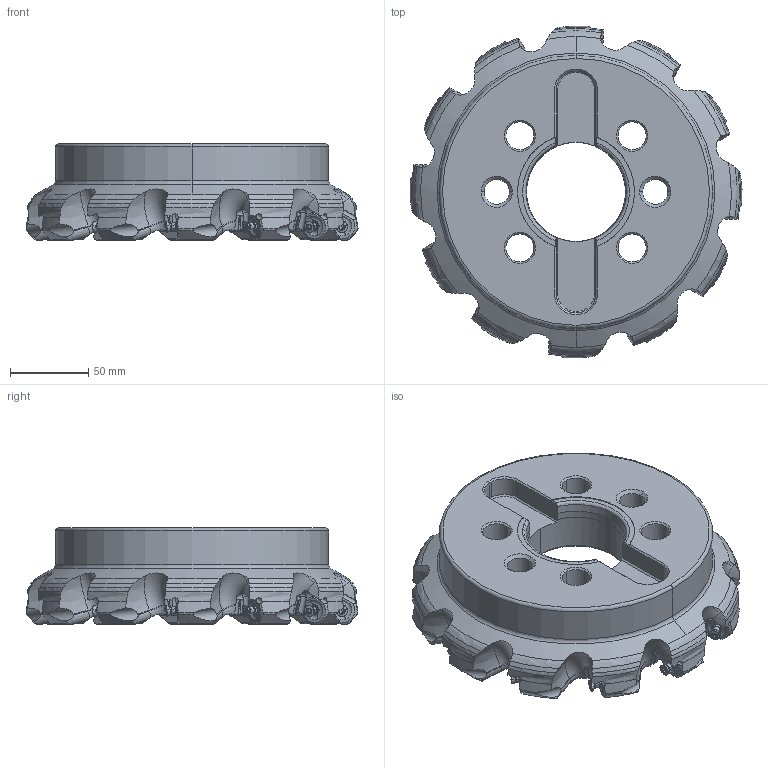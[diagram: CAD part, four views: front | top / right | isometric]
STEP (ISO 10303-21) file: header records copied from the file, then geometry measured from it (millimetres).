
FILE_DESCRIPTION(/* description */ (''),/* implementation_level */ '2;1');
FILE_NAME(/* name */ 'AHX640SUR0812MN.stp',/* time_stamp */ '2018-08-03T11:35:30+09:00',/* author */ (''),/* organization */ (''),/* preprocessor_version */ 'ST-DEVELOPER v16',/* originating_system */ 'SIEMENS PLM Software NX 10.0',/* authorisation */ '');
FILE_SCHEMA (('AUTOMOTIVE_DESIGN { 1 0 10303 214 3 1 1 1 }'));
Length unit declared in the file: millimetre
Products named in the file (1): AHX640SUR0812MN_ASM
Bounding box: 212.72 x 212.72 x 61.71 mm (x, y, z)
Volume: 1003045.1 mm3; surface area: 128231.9 mm2
Topology: 13 solids, 13 shells, 1365 faces, 3783 edges, 2397 vertices
Faces by surface type: cylinder 530, cone 350, plane 231, torus 146, sphere 84, bspline 24
Entity records: 56980 total; most frequent: CARTESIAN_POINT 24633, ORIENTED_EDGE 7422, DIRECTION 5878, EDGE_CURVE 3711, AXIS2_PLACEMENT_3D 2526, VERTEX_POINT 2397, B_SPLINE_CURVE_WITH_KNOTS 1756, EDGE_LOOP 1404
